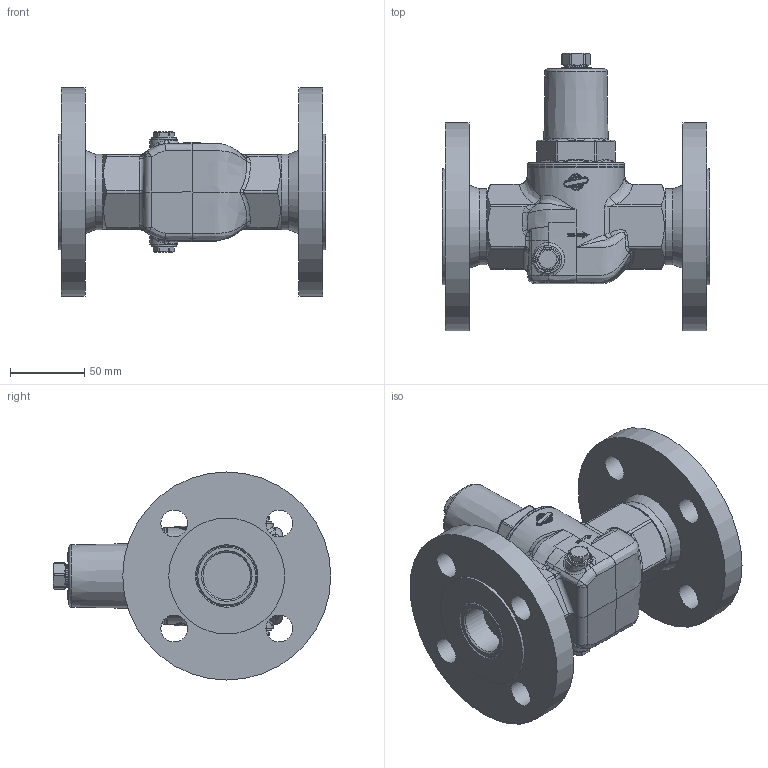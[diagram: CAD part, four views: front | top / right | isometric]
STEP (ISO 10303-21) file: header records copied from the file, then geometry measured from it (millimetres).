
FILE_DESCRIPTION(/* description */ (''),/* implementation_level */ '2;1');
FILE_NAME(/* name */ '083205-000A0.stp',/* time_stamp */ '2022-07-07T16:16:52+02:00',/* author */ ('junkers'),/* organization */ (''),/* preprocessor_version */ 'ST-DEVELOPER v19',/* originating_system */ 'Autodesk Inventor 2023',/* authorisation */ '');
FILE_SCHEMA (('AUTOMOTIVE_DESIGN { 1 0 10303 214 3 1 1 }'));
Products named in the file (1): 083205-step
Bounding box: 180 x 186.78 x 140 mm (x, y, z)
Volume: 1026717.8 mm3; surface area: 125689.8 mm2
Topology: 1 solids, 1 shells, 795 faces, 2049 edges, 1282 vertices
Faces by surface type: bspline 396, plane 190, cylinder 125, cone 41, torus 29, sphere 14
Full cylindrical faces by diameter (mm): 2 x1, 10 x1, 10.2 x1, 15 x1, 16.5 x2, 18 x8, 32 x2, 51 x2, 60 x1, 65 x1, 78 x2, 140 x2
Entity records: 39996 total; most frequent: CARTESIAN_POINT 23708, ORIENTED_EDGE 4080, DIRECTION 2234, EDGE_CURVE 2040, VERTEX_POINT 1282, B_SPLINE_CURVE_WITH_KNOTS 1061, AXIS2_PLACEMENT_3D 903, EDGE_LOOP 846
